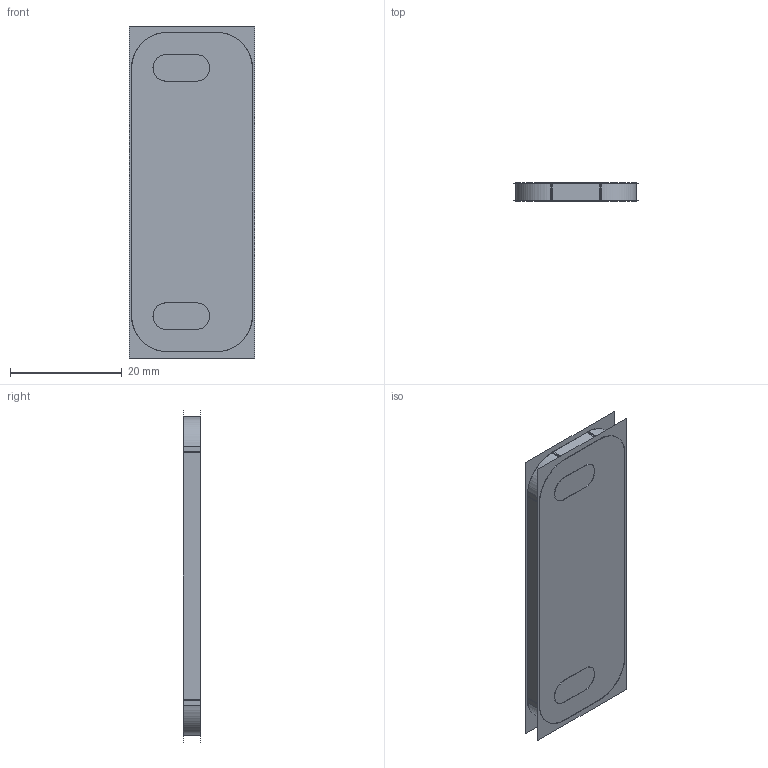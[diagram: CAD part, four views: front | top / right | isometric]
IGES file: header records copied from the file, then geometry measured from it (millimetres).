
Start section:  PTC IGES file: 199378.igs
Global section: file name: 199378.igs; native system: Creo Parametric by PTC Inc.; preprocessor: 2016260; author: PDMAdmin; organization: Unknown; date: 20170215.090105; units: millimetre
Bounding box: 22.45 x 3.19 x 59.44 mm (x, y, z)
Volume: 3389.4 mm3; surface area: 11811.1 mm2
Topology: 1 solids, 1 shells, 36 faces, 184 edges, 232 vertices
Faces by surface type: bspline 20, revolution 16
